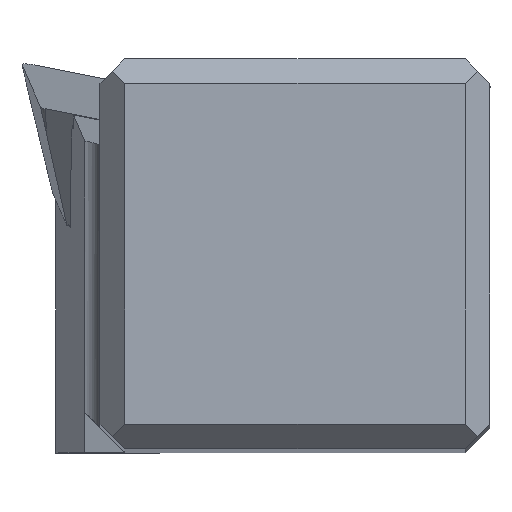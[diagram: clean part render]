
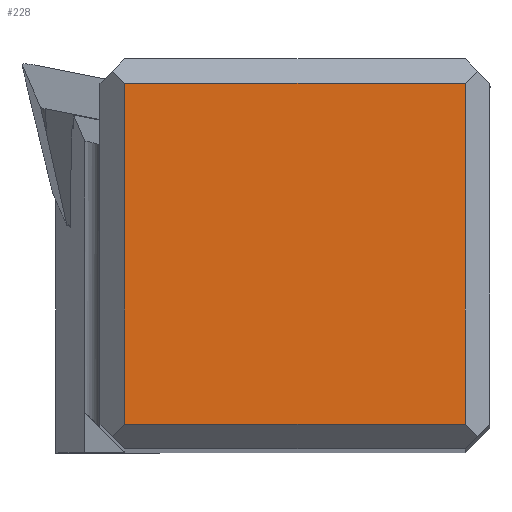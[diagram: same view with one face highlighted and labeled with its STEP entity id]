
A CAD part, top view. The second image highlights one B-rep face of the part: STEP entity #228.
In plain terms, the highlighted planar face has unit normal (0, 0, 1).
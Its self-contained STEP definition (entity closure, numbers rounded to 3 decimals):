
#144=FACE_OUTER_BOUND('',#368,.T.);
#228=ADVANCED_FACE('',(#144),#299,.T.);
#299=PLANE('',#1862);
#368=EDGE_LOOP('',(#633,#634,#635,#636));
#633=ORIENTED_EDGE('',*,*,#1183,.F.);
#634=ORIENTED_EDGE('',*,*,#1184,.T.);
#635=ORIENTED_EDGE('',*,*,#1185,.T.);
#636=ORIENTED_EDGE('',*,*,#1140,.F.);
#956=VERTEX_POINT('',#2644);
#957=VERTEX_POINT('',#2646);
#987=VERTEX_POINT('',#2730);
#988=VERTEX_POINT('',#2734);
#1140=EDGE_CURVE('',#956,#957,#1481,.T.);
#1183=EDGE_CURVE('',#987,#956,#1518,.T.);
#1184=EDGE_CURVE('',#987,#988,#1519,.T.);
#1185=EDGE_CURVE('',#988,#957,#1520,.T.);
#1481=LINE('',#2645,#1626);
#1518=LINE('',#2731,#1663);
#1519=LINE('',#2733,#1664);
#1520=LINE('',#2735,#1665);
#1626=VECTOR('',#2149,1.);
#1663=VECTOR('',#2222,1.);
#1664=VECTOR('',#2225,1.);
#1665=VECTOR('',#2226,1.);
#1862=AXIS2_PLACEMENT_3D('',#2736,#2227,#2228);
#2149=DIRECTION('',(-1.,0.,0.));
#2222=DIRECTION('',(0.,-1.,0.));
#2225=DIRECTION('',(-1.,0.,0.));
#2226=DIRECTION('',(0.,-1.,0.));
#2227=DIRECTION('',(0.,0.,1.));
#2228=DIRECTION('',(-1.,0.,0.));
#2644=CARTESIAN_POINT('',(-1.,1.,0.));
#2645=CARTESIAN_POINT('',(-1.,1.,0.));
#2646=CARTESIAN_POINT('',(-14.875,1.,0.));
#2730=CARTESIAN_POINT('',(-1.,14.875,0.));
#2731=CARTESIAN_POINT('',(-1.,14.875,0.));
#2733=CARTESIAN_POINT('',(-1.,14.875,0.));
#2734=CARTESIAN_POINT('',(-14.875,14.875,0.));
#2735=CARTESIAN_POINT('',(-14.875,14.875,0.));
#2736=CARTESIAN_POINT('',(-7.938,7.938,0.));
